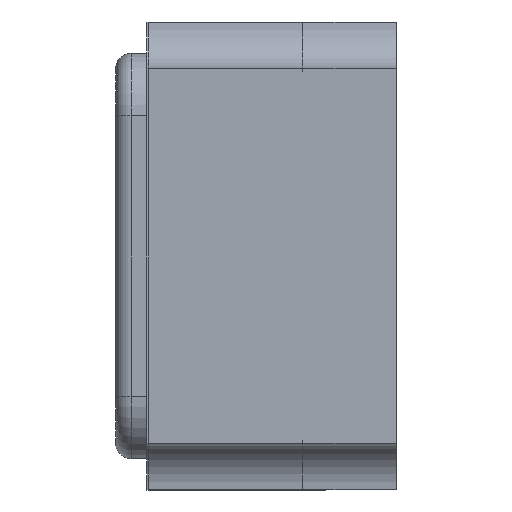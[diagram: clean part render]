
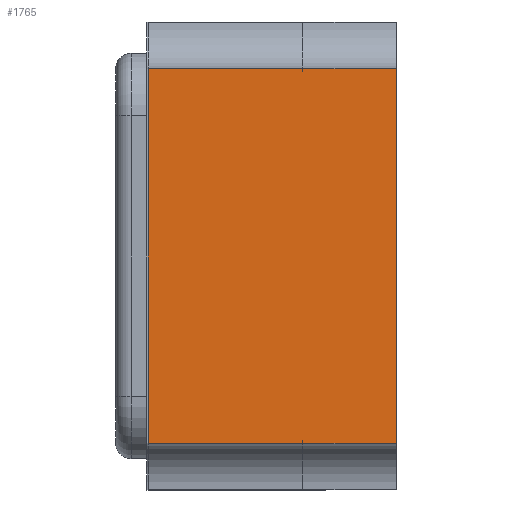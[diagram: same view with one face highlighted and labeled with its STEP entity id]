
A CAD part, left-side view. The second image highlights one B-rep face of the part: STEP entity #1765.
In plain terms, the highlighted planar face has unit normal (-1, 0, 0).
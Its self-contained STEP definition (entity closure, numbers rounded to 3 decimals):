
#43 = EDGE_CURVE ( 'NONE', #1591, #299, #727, .T. ) ;
#75 = VECTOR ( 'NONE', #1135, 1000. ) ;
#94 = EDGE_CURVE ( 'NONE', #2215, #1636, #669, .T. ) ;
#108 = CARTESIAN_POINT ( 'NONE',  ( -1.6, 0., 0.75 ) ) ;
#191 = CARTESIAN_POINT ( 'NONE',  ( -1.6, 0.3, -0.6 ) ) ;
#252 = DIRECTION ( 'NONE',  ( 0., 1., 0. ) ) ;
#268 = DIRECTION ( 'NONE',  ( 0., 0., -1. ) ) ;
#299 = VERTEX_POINT ( 'NONE', #1229 ) ;
#364 = VERTEX_POINT ( 'NONE', #992 ) ;
#383 = EDGE_CURVE ( 'NONE', #364, #1636, #1020, .T. ) ;
#446 = DIRECTION ( 'NONE',  ( 0., -1., 0. ) ) ;
#476 = ORIENTED_EDGE ( 'NONE', *, *, #43, .T. ) ;
#599 = EDGE_CURVE ( 'NONE', #364, #2429, #2072, .T. ) ;
#650 = PLANE ( 'NONE',  #1239 ) ;
#669 = LINE ( 'NONE', #1117, #75 ) ;
#727 = LINE ( 'NONE', #108, #1353 ) ;
#747 = FACE_OUTER_BOUND ( 'NONE', #967, .T. ) ;
#967 = EDGE_LOOP ( 'NONE', ( #1285, #1059, #1431, #476, #1725, #1921 ) ) ;
#992 = CARTESIAN_POINT ( 'NONE',  ( -1.6, 0.795, -0.6 ) ) ;
#1020 = LINE ( 'NONE', #1219, #1333 ) ;
#1035 = DIRECTION ( 'NONE',  ( 0., -1., 0. ) ) ;
#1048 = DIRECTION ( 'NONE',  ( 1., 0., 0. ) ) ;
#1059 = ORIENTED_EDGE ( 'NONE', *, *, #599, .T. ) ;
#1110 = DIRECTION ( 'NONE',  ( 0., 0., 1. ) ) ;
#1117 = CARTESIAN_POINT ( 'NONE',  ( -1.6, 0., 0.6 ) ) ;
#1135 = DIRECTION ( 'NONE',  ( 0., 1., 0. ) ) ;
#1219 = CARTESIAN_POINT ( 'NONE',  ( -1.6, 0.795, -0.75 ) ) ;
#1229 = CARTESIAN_POINT ( 'NONE',  ( -1.6, 0., 0.6 ) ) ;
#1239 = AXIS2_PLACEMENT_3D ( 'NONE', #1835, #1048, #268 ) ;
#1248 = CARTESIAN_POINT ( 'NONE',  ( -1.6, 0., -0.6 ) ) ;
#1285 = ORIENTED_EDGE ( 'NONE', *, *, #383, .F. ) ;
#1333 = VECTOR ( 'NONE', #2395, 1000. ) ;
#1353 = VECTOR ( 'NONE', #1110, 1000. ) ;
#1415 = CARTESIAN_POINT ( 'NONE',  ( -1.6, 0.3, -0.6 ) ) ;
#1431 = ORIENTED_EDGE ( 'NONE', *, *, #1567, .T. ) ;
#1438 = CARTESIAN_POINT ( 'NONE',  ( -1.6, 0., 0.6 ) ) ;
#1503 = VECTOR ( 'NONE', #446, 1000. ) ;
#1567 = EDGE_CURVE ( 'NONE', #2429, #1591, #2077, .T. ) ;
#1591 = VERTEX_POINT ( 'NONE', #1962 ) ;
#1636 = VERTEX_POINT ( 'NONE', #2182 ) ;
#1725 = ORIENTED_EDGE ( 'NONE', *, *, #1779, .T. ) ;
#1741 = LINE ( 'NONE', #1438, #2211 ) ;
#1765 = ADVANCED_FACE ( 'NONE', ( #747 ), #650, .F. ) ;
#1779 = EDGE_CURVE ( 'NONE', #299, #2215, #1741, .T. ) ;
#1834 = VECTOR ( 'NONE', #1035, 1000. ) ;
#1835 = CARTESIAN_POINT ( 'NONE',  ( -1.6, 0.8, 0.75 ) ) ;
#1921 = ORIENTED_EDGE ( 'NONE', *, *, #94, .T. ) ;
#1962 = CARTESIAN_POINT ( 'NONE',  ( -1.6, 0., -0.6 ) ) ;
#2072 = LINE ( 'NONE', #1248, #1503 ) ;
#2077 = LINE ( 'NONE', #1415, #1834 ) ;
#2182 = CARTESIAN_POINT ( 'NONE',  ( -1.6, 0.795, 0.6 ) ) ;
#2211 = VECTOR ( 'NONE', #252, 1000. ) ;
#2215 = VERTEX_POINT ( 'NONE', #2302 ) ;
#2302 = CARTESIAN_POINT ( 'NONE',  ( -1.6, 0.3, 0.6 ) ) ;
#2395 = DIRECTION ( 'NONE',  ( 0., 0., 1. ) ) ;
#2429 = VERTEX_POINT ( 'NONE', #191 ) ;
